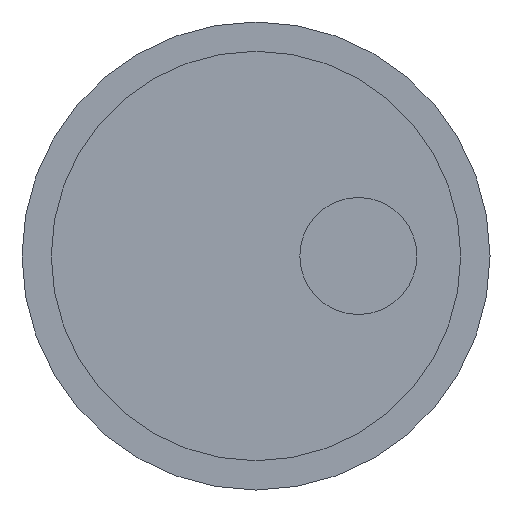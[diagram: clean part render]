
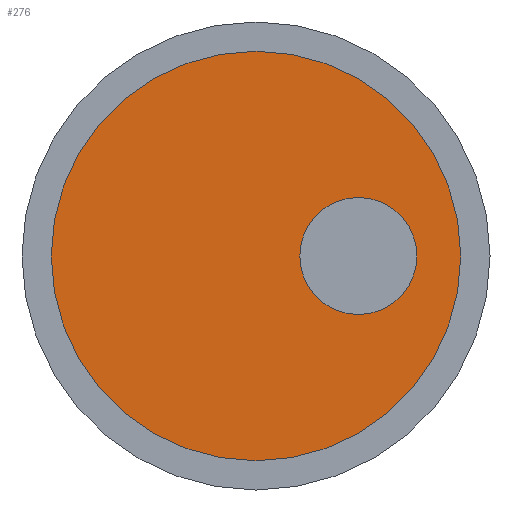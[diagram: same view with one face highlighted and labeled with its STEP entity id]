
A CAD part, front view. The second image highlights one B-rep face of the part: STEP entity #276.
In plain terms, the highlighted planar face has unit normal (0, -1, 0).
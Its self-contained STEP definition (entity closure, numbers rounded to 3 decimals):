
#18=FACE_BOUND('',#61,.T.);
#27=PLANE('',#320);
#40=FACE_OUTER_BOUND('',#60,.T.);
#60=EDGE_LOOP('',(#188));
#61=EDGE_LOOP('',(#189));
#109=CIRCLE('',#314,4.);
#112=CIRCLE('',#319,14.);
#125=VERTEX_POINT('',#437);
#128=VERTEX_POINT('',#446);
#147=EDGE_CURVE('',#125,#125,#109,.T.);
#152=EDGE_CURVE('',#128,#128,#112,.T.);
#188=ORIENTED_EDGE('',*,*,#152,.F.);
#189=ORIENTED_EDGE('',*,*,#147,.T.);
#276=ADVANCED_FACE('',(#40,#18),#27,.T.);
#314=AXIS2_PLACEMENT_3D('',#438,#353,#354);
#319=AXIS2_PLACEMENT_3D('',#448,#365,#366);
#320=AXIS2_PLACEMENT_3D('',#449,#367,#368);
#353=DIRECTION('center_axis',(0.,1.,0.));
#354=DIRECTION('ref_axis',(1.,0.,0.));
#365=DIRECTION('center_axis',(0.,1.,0.));
#366=DIRECTION('ref_axis',(1.,0.,0.));
#367=DIRECTION('center_axis',(0.,-1.,0.));
#368=DIRECTION('ref_axis',(0.,0.,-1.));
#437=CARTESIAN_POINT('',(3.,3.,0.));
#438=CARTESIAN_POINT('Origin',(7.,3.,0.));
#446=CARTESIAN_POINT('',(-14.,3.,0.));
#448=CARTESIAN_POINT('Origin',(0.,3.,0.));
#449=CARTESIAN_POINT('Origin',(0.,3.,0.));
